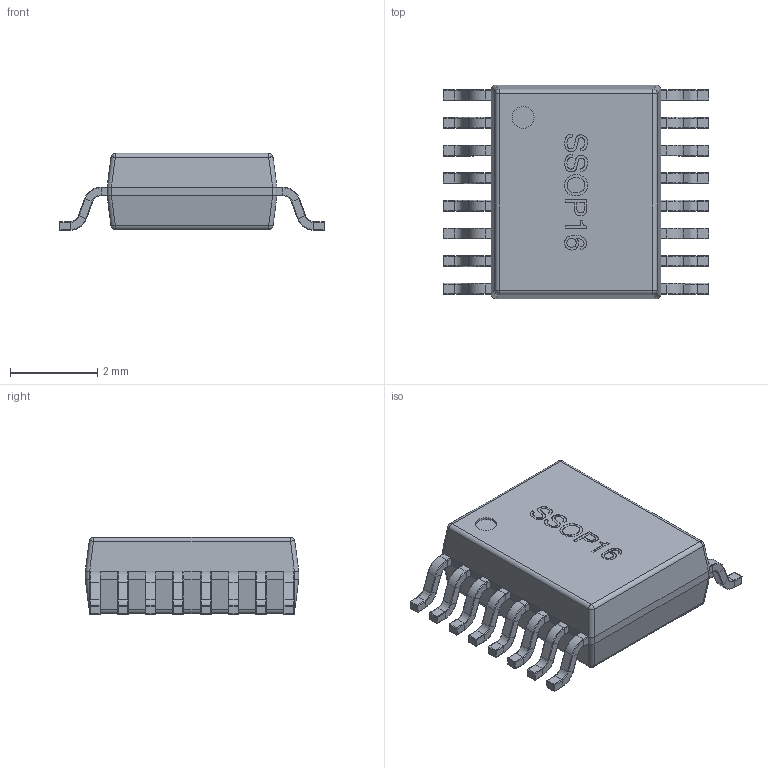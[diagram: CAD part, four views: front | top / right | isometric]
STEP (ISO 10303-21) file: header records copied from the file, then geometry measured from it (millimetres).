
FILE_DESCRIPTION (( 'STEP AP214' ), '1' );
FILE_NAME ('SSOP-16_L4.9-W3.9-H1.75-LS6.0_P0.64.step', '2022-06-01T09:08:41', ( '' ), ( '' ), 'SwSTEP 2.0', 'SolidWorks 2020', '' );
FILE_SCHEMA (( 'AUTOMOTIVE_DESIGN' ));
Length unit declared in the file: millimetre
Products named in the file (1): SSOP-16_L4.9-W3.9-H1.75-LS6.0_P0.64
Bounding box: 6.11 x 4.9 x 1.77 mm (x, y, z)
Volume: 33.2 mm3; surface area: 87.2 mm2
Topology: 17 solids, 17 shells, 1036 faces, 2259 edges, 1242 vertices
Faces by surface type: plane 381, cylinder 358, torus 128, sphere 88, bspline 81
Entity records: 42471 total; most frequent: CARTESIAN_POINT 8955, DIRECTION 4765, ORIENTED_EDGE 4390, EDGE_CURVE 2195, AXIS2_PLACEMENT_3D 1800, VERTEX_POINT 1210, LINE 1165, VECTOR 1165
